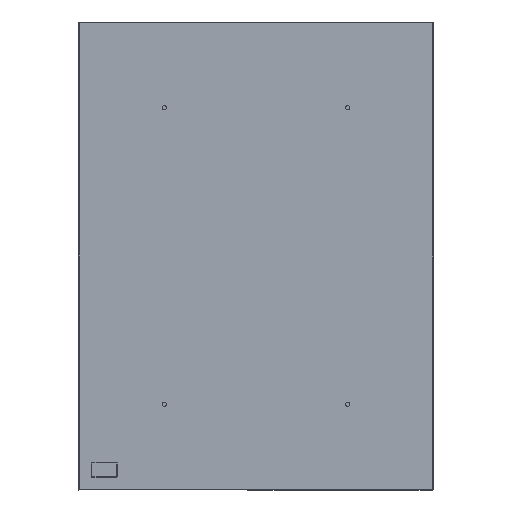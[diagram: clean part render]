
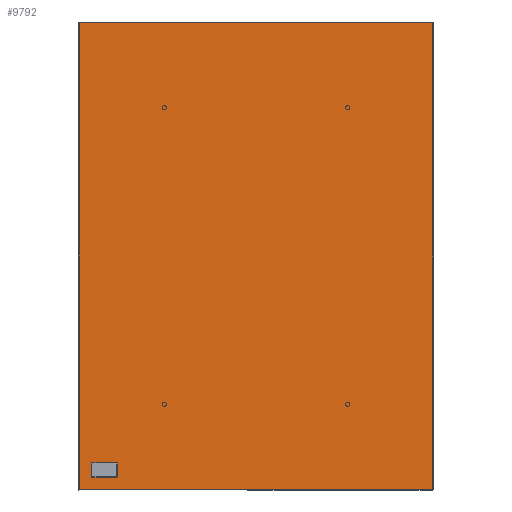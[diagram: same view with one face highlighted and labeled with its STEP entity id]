
A CAD part, left-side view. The second image highlights one B-rep face of the part: STEP entity #9792.
In plain terms, the highlighted planar face has unit normal (-1, 0, 0).
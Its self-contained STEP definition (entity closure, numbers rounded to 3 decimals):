
#9431=CARTESIAN_POINT('',(-2293.552,8277.497,1.131));
#9432=VERTEX_POINT('',#9431);
#9433=CARTESIAN_POINT('',(-2293.552,8277.497,544.869));
#9434=VERTEX_POINT('',#9433);
#9435=CARTESIAN_POINT('',(-2293.552,8277.497,1.131));
#9436=DIRECTION('',(0.0,0.0,1.0));
#9437=VECTOR('',#9436,543.737);
#9438=LINE('',#9435,#9437);
#9439=EDGE_CURVE('',#9432,#9434,#9438,.T.);
#9471=CARTESIAN_POINT('',(-2293.552,8277.165,545.2));
#9472=VERTEX_POINT('',#9471);
#9473=CARTESIAN_POINT('',(-2293.552,8277.497,544.869));
#9474=DIRECTION('',(0.0,-0.707,0.707));
#9475=VECTOR('',#9474,0.469);
#9476=LINE('',#9473,#9475);
#9477=EDGE_CURVE('',#9434,#9472,#9476,.T.);
#9502=CARTESIAN_POINT('',(-2293.552,7865.428,545.2));
#9503=VERTEX_POINT('',#9502);
#9504=CARTESIAN_POINT('',(-2293.552,8277.165,545.2));
#9505=DIRECTION('',(0.0,-1.0,0.0));
#9506=VECTOR('',#9505,411.737);
#9507=LINE('',#9504,#9506);
#9508=EDGE_CURVE('',#9472,#9503,#9507,.T.);
#9542=CARTESIAN_POINT('',(-2293.552,7865.097,544.869));
#9543=VERTEX_POINT('',#9542);
#9544=CARTESIAN_POINT('',(-2293.552,7865.428,545.2));
#9545=DIRECTION('',(0.0,-0.707,-0.707));
#9546=VECTOR('',#9545,0.469);
#9547=LINE('',#9544,#9546);
#9548=EDGE_CURVE('',#9503,#9543,#9547,.T.);
#9573=CARTESIAN_POINT('',(-2293.552,7865.097,1.131));
#9574=VERTEX_POINT('',#9573);
#9575=CARTESIAN_POINT('',(-2293.552,7865.097,544.869));
#9576=DIRECTION('',(0.0,0.0,-1.0));
#9577=VECTOR('',#9576,543.737);
#9578=LINE('',#9575,#9577);
#9579=EDGE_CURVE('',#9543,#9574,#9578,.T.);
#9604=CARTESIAN_POINT('',(-2293.552,7865.428,0.8));
#9605=VERTEX_POINT('',#9604);
#9606=CARTESIAN_POINT('',(-2293.552,7865.097,1.131));
#9607=DIRECTION('',(0.0,0.707,-0.707));
#9608=VECTOR('',#9607,0.469);
#9609=LINE('',#9606,#9608);
#9610=EDGE_CURVE('',#9574,#9605,#9609,.T.);
#9635=CARTESIAN_POINT('',(-2293.552,8277.165,0.8));
#9636=VERTEX_POINT('',#9635);
#9637=CARTESIAN_POINT('',(-2293.552,7865.428,0.8));
#9638=DIRECTION('',(0.0,1.0,0.0));
#9639=VECTOR('',#9638,411.737);
#9640=LINE('',#9637,#9639);
#9641=EDGE_CURVE('',#9605,#9636,#9640,.T.);
#9664=CARTESIAN_POINT('',(-2293.552,8277.165,0.8));
#9665=DIRECTION('',(0.0,0.707,0.707));
#9666=VECTOR('',#9665,0.469);
#9667=LINE('',#9664,#9666);
#9668=EDGE_CURVE('',#9636,#9432,#9667,.T.);
#9777=CARTESIAN_POINT('',(-2293.552,8071.297,0.799));
#9778=DIRECTION('',(-1.0,0.0,0.0));
#9779=DIRECTION('',(0.0,0.0,1.0));
#9780=AXIS2_PLACEMENT_3D('',#9777,#9778,#9779);
#9781=PLANE('',#9780);
#9782=ORIENTED_EDGE('',*,*,#9439,.F.);
#9783=ORIENTED_EDGE('',*,*,#9668,.F.);
#9784=ORIENTED_EDGE('',*,*,#9641,.F.);
#9785=ORIENTED_EDGE('',*,*,#9610,.F.);
#9786=ORIENTED_EDGE('',*,*,#9579,.F.);
#9787=ORIENTED_EDGE('',*,*,#9548,.F.);
#9788=ORIENTED_EDGE('',*,*,#9508,.F.);
#9789=ORIENTED_EDGE('',*,*,#9477,.F.);
#9790=EDGE_LOOP('',(#9782,#9783,#9784,#9785,#9786,#9787,#9788,#9789));
#9791=FACE_OUTER_BOUND('',#9790,.T.);
#9792=ADVANCED_FACE('',(#9791),#9781,.T.);
